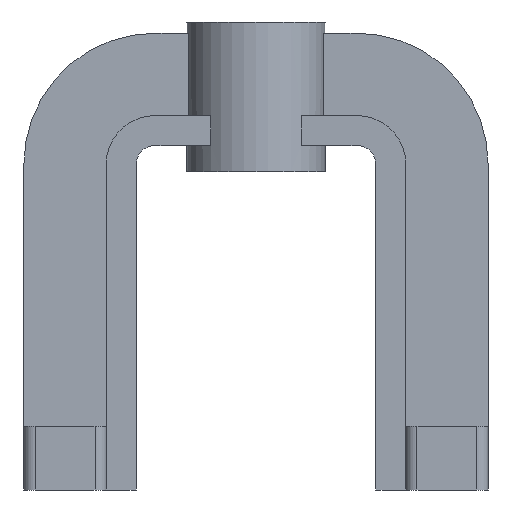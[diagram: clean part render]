
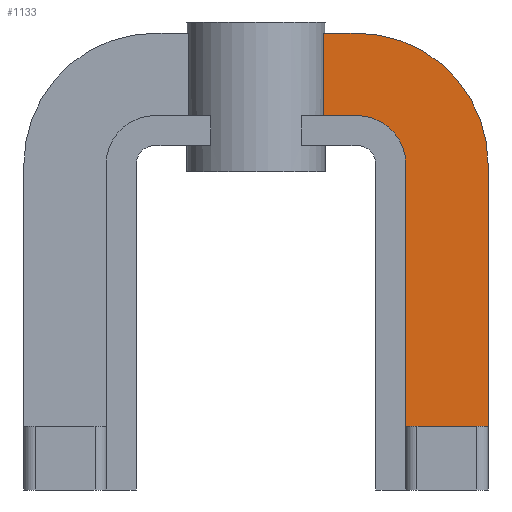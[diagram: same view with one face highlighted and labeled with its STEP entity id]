
A CAD part, left-side view. The second image highlights one B-rep face of the part: STEP entity #1133.
In plain terms, the highlighted planar face has unit normal (-1, 0, 0).
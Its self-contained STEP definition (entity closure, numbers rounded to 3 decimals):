
#19=PLANE('',#1214);
#58=LINE('',#1677,#170);
#61=LINE('',#1693,#173);
#75=LINE('',#1729,#187);
#76=LINE('',#1733,#188);
#77=LINE('',#1735,#189);
#78=LINE('',#1737,#190);
#170=VECTOR('',#1331,22.);
#173=VECTOR('',#1348,8.938);
#187=VECTOR('',#1378,8.938);
#188=VECTOR('',#1381,70.);
#189=VECTOR('',#1382,22.);
#190=VECTOR('',#1383,70.);
#309=FACE_OUTER_BOUND('',#371,.T.);
#371=EDGE_LOOP('',(#813,#814,#815,#816,#817,#818,#819,#820));
#453=CIRCLE('',#1215,13.);
#454=CIRCLE('',#1216,35.);
#502=VERTEX_POINT('',#1674);
#503=VERTEX_POINT('',#1676);
#509=VERTEX_POINT('',#1692);
#523=VERTEX_POINT('',#1728);
#524=VERTEX_POINT('',#1730);
#525=VERTEX_POINT('',#1732);
#526=VERTEX_POINT('',#1734);
#527=VERTEX_POINT('',#1736);
#614=EDGE_CURVE('',#503,#502,#58,.T.);
#621=EDGE_CURVE('',#509,#503,#61,.T.);
#639=EDGE_CURVE('',#523,#502,#75,.T.);
#640=EDGE_CURVE('',#524,#523,#453,.T.);
#641=EDGE_CURVE('',#525,#524,#76,.T.);
#642=EDGE_CURVE('',#525,#526,#77,.T.);
#643=EDGE_CURVE('',#526,#527,#78,.T.);
#644=EDGE_CURVE('',#527,#509,#454,.T.);
#813=ORIENTED_EDGE('',*,*,#614,.T.);
#814=ORIENTED_EDGE('',*,*,#639,.F.);
#815=ORIENTED_EDGE('',*,*,#640,.F.);
#816=ORIENTED_EDGE('',*,*,#641,.F.);
#817=ORIENTED_EDGE('',*,*,#642,.T.);
#818=ORIENTED_EDGE('',*,*,#643,.T.);
#819=ORIENTED_EDGE('',*,*,#644,.T.);
#820=ORIENTED_EDGE('',*,*,#621,.T.);
#1133=ADVANCED_FACE('',(#309),#19,.T.);
#1214=AXIS2_PLACEMENT_3D('',#1727,#1376,#1377);
#1215=AXIS2_PLACEMENT_3D('',#1731,#1379,#1380);
#1216=AXIS2_PLACEMENT_3D('',#1738,#1384,#1385);
#1331=DIRECTION('',(0.,0.,-1.));
#1348=DIRECTION('',(0.,1.,0.));
#1376=DIRECTION('center_axis',(-1.,0.,0.));
#1377=DIRECTION('ref_axis',(0.,0.,1.));
#1378=DIRECTION('',(0.,1.,0.));
#1379=DIRECTION('center_axis',(-1.,0.,0.));
#1380=DIRECTION('ref_axis',(0.,0.,-1.));
#1381=DIRECTION('',(0.,0.,1.));
#1382=DIRECTION('',(0.,-1.,0.));
#1383=DIRECTION('',(0.,0.,1.));
#1384=DIRECTION('center_axis',(-1.,0.,0.));
#1385=DIRECTION('ref_axis',(0.,0.,-1.));
#1674=CARTESIAN_POINT('',(-4.,13.938,100.));
#1676=CARTESIAN_POINT('',(-4.,13.938,122.));
#1677=CARTESIAN_POINT('',(-4.,13.938,125.));
#1692=CARTESIAN_POINT('',(-4.,5.,122.));
#1693=CARTESIAN_POINT('',(-4.,5.,122.));
#1727=CARTESIAN_POINT('Origin',(-4.,-30.,0.));
#1728=CARTESIAN_POINT('',(-4.,5.,100.));
#1729=CARTESIAN_POINT('',(-4.,5.,100.));
#1730=CARTESIAN_POINT('',(-4.,-8.,87.));
#1731=CARTESIAN_POINT('Origin',(-4.,5.,87.));
#1732=CARTESIAN_POINT('',(-4.,-8.,17.));
#1733=CARTESIAN_POINT('',(-4.,-8.,0.));
#1734=CARTESIAN_POINT('',(-4.,-30.,17.));
#1735=CARTESIAN_POINT('',(-4.,-24.5,17.));
#1736=CARTESIAN_POINT('',(-4.,-30.,87.));
#1737=CARTESIAN_POINT('',(-4.,-30.,0.));
#1738=CARTESIAN_POINT('Origin',(-4.,5.,87.));
